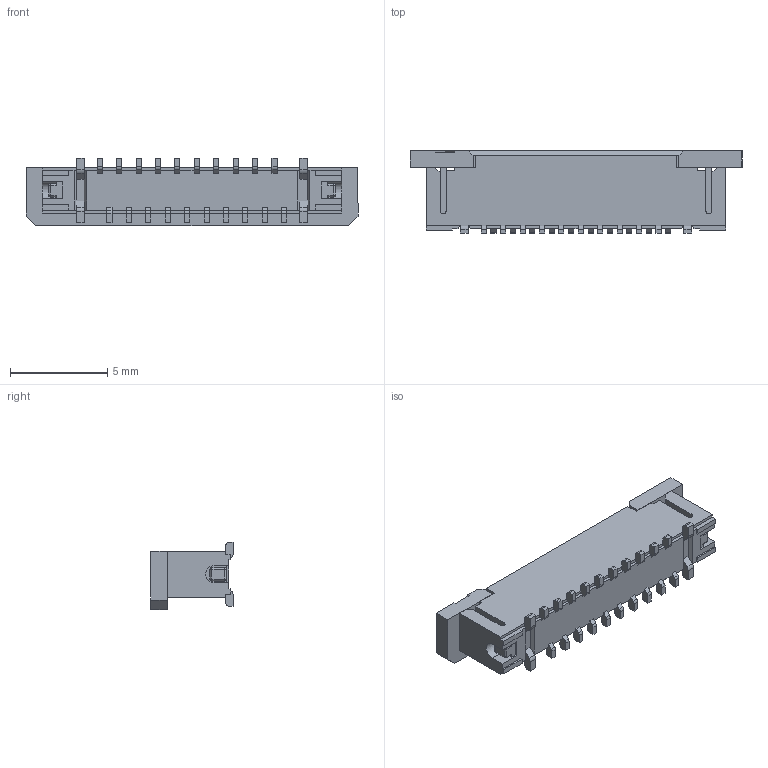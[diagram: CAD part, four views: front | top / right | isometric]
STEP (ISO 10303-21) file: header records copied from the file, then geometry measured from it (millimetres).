
FILE_DESCRIPTION (( 'STEP AP214' ), '1' );
FILE_NAME ('FFC2A32-20-T.STEP', '2024-02-02T14:57:35', ( '' ), ( '' ), 'SwSTEP 2.0', 'SolidWorks 2021', '' );
FILE_SCHEMA (( 'AUTOMOTIVE_DESIGN' ));
Length unit declared in the file: millimetre
Products named in the file (3): FFC2A32-xxxx_20; pin; FFC2A32-20-T
Assembly tree (21 placements, depth 2):
  FFC2A32-20-T
    FFC2A32-xxxx_20
    pin  x20
Bounding box: 17.1 x 4.25 x 3.48 mm (x, y, z)
Volume: 140.9 mm3; surface area: 423.5 mm2
Topology: 26 solids, 26 shells, 362 faces, 915 edges, 596 vertices
Faces by surface type: plane 284, cylinder 70, sphere 8
Entity records: 5526 total; most frequent: CARTESIAN_POINT 939, DIRECTION 907, ORIENTED_EDGE 902, EDGE_CURVE 451, VECTOR 387, LINE 387, VERTEX_POINT 292, AXIS2_PLACEMENT_3D 260
